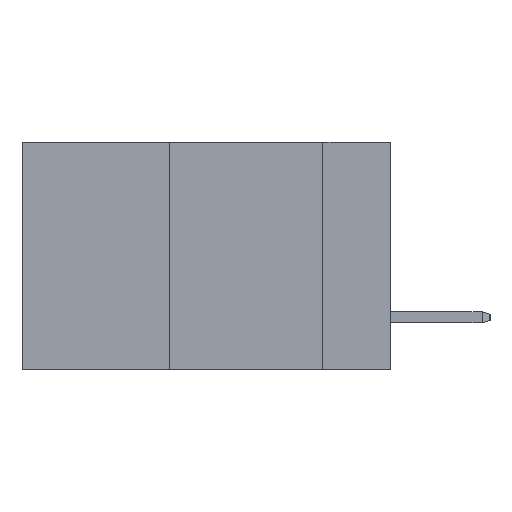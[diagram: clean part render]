
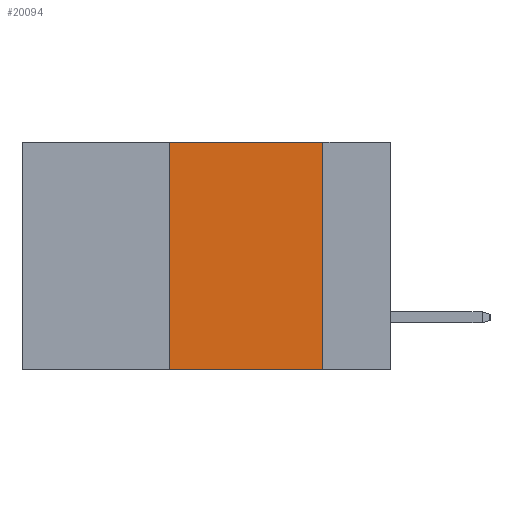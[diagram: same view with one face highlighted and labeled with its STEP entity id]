
A CAD part, left-side view. The second image highlights one B-rep face of the part: STEP entity #20094.
In plain terms, the highlighted planar face has unit normal (-1, 0, 0).
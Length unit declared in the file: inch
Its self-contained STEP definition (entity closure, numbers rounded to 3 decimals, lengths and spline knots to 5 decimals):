
#31 = VERTEX_POINT ( 'NONE', #17074 ) ;
#34 = LINE ( 'NONE', #18770, #11738 ) ;
#226 = VERTEX_POINT ( 'NONE', #9632 ) ;
#301 = DIRECTION ( 'NONE',  ( 0., -1., 0. ) ) ;
#356 = DIRECTION ( 'NONE',  ( 0., 0., -1. ) ) ;
#414 = CARTESIAN_POINT ( 'NONE',  ( 0., 0.36, 0. ) ) ;
#1935 = CARTESIAN_POINT ( 'NONE',  ( 0., 0.6, 0. ) ) ;
#2452 = VECTOR ( 'NONE', #301, 39.37008 ) ;
#2859 = EDGE_LOOP ( 'NONE', ( #14757, #7303, #4679, #4308 ) ) ;
#4308 = ORIENTED_EDGE ( 'NONE', *, *, #19926, .T. ) ;
#4463 = CARTESIAN_POINT ( 'NONE',  ( 0., 0.6, -0.37 ) ) ;
#4518 = DIRECTION ( 'NONE',  ( 0., -1., 0. ) ) ;
#4679 = ORIENTED_EDGE ( 'NONE', *, *, #17278, .F. ) ;
#4853 = VECTOR ( 'NONE', #13156, 39.37008 ) ;
#5322 = DIRECTION ( 'NONE',  ( 1., 0., 0. ) ) ;
#6569 = CARTESIAN_POINT ( 'NONE',  ( 0., 0.6, 0. ) ) ;
#7065 = VERTEX_POINT ( 'NONE', #18317 ) ;
#7303 = ORIENTED_EDGE ( 'NONE', *, *, #19499, .F. ) ;
#7560 = AXIS2_PLACEMENT_3D ( 'NONE', #1935, #5322, #356 ) ;
#8988 = DIRECTION ( 'NONE',  ( 0., 0., -1. ) ) ;
#9433 = FACE_OUTER_BOUND ( 'NONE', #2859, .T. ) ;
#9632 = CARTESIAN_POINT ( 'NONE',  ( 0., 0.36, -0.37 ) ) ;
#10161 = PLANE ( 'NONE',  #7560 ) ;
#11738 = VECTOR ( 'NONE', #8988, 39.37008 ) ;
#11899 = VERTEX_POINT ( 'NONE', #11928 ) ;
#11928 = CARTESIAN_POINT ( 'NONE',  ( 0., 0.36, 0. ) ) ;
#13156 = DIRECTION ( 'NONE',  ( 0., 0., 1. ) ) ;
#13710 = EDGE_CURVE ( 'NONE', #31, #7065, #34, .T. ) ;
#14463 = LINE ( 'NONE', #6569, #2452 ) ;
#14757 = ORIENTED_EDGE ( 'NONE', *, *, #13710, .F. ) ;
#16726 = LINE ( 'NONE', #4463, #17237 ) ;
#17074 = CARTESIAN_POINT ( 'NONE',  ( 0., 0.11, 0. ) ) ;
#17237 = VECTOR ( 'NONE', #4518, 39.37008 ) ;
#17278 = EDGE_CURVE ( 'NONE', #226, #11899, #18156, .T. ) ;
#18156 = LINE ( 'NONE', #414, #4853 ) ;
#18317 = CARTESIAN_POINT ( 'NONE',  ( 0., 0.11, -0.37 ) ) ;
#18770 = CARTESIAN_POINT ( 'NONE',  ( 0., 0.11, 0. ) ) ;
#19499 = EDGE_CURVE ( 'NONE', #11899, #31, #14463, .T. ) ;
#19926 = EDGE_CURVE ( 'NONE', #226, #7065, #16726, .T. ) ;
#20094 = ADVANCED_FACE ( 'NONE', ( #9433 ), #10161, .F. ) ;
